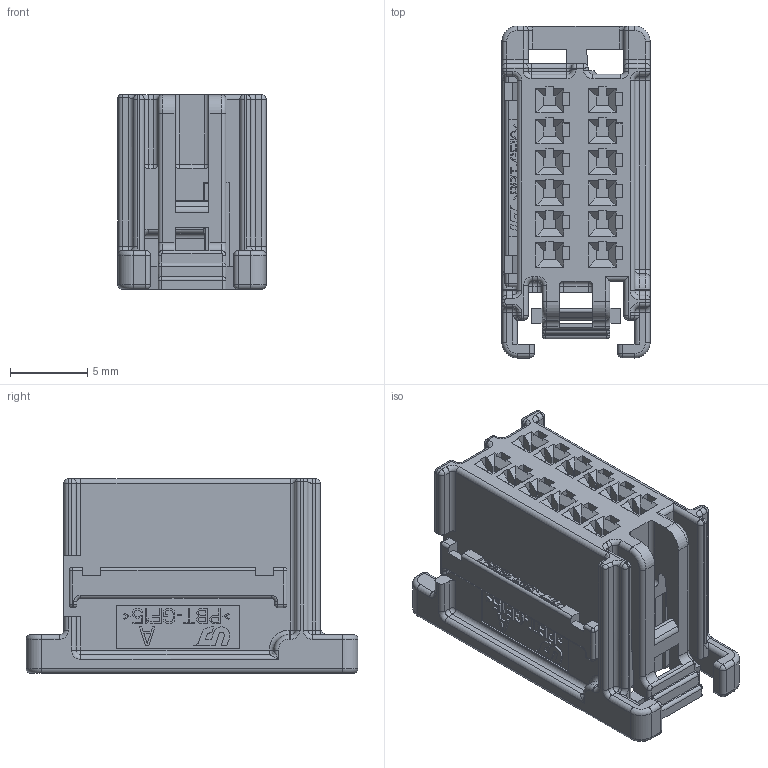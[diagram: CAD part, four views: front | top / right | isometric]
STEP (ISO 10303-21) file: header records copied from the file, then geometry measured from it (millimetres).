
FILE_DESCRIPTION((''),'2;1');
FILE_NAME('020_D_TR_12F_HSG_A_REV2_1','2021-02-24T17:59:30',('drkoo'),(''),'CREO PARAMETRIC BY PTC INC, 2017380','CREO PARAMETRIC BY PTC INC, 2017380','');
FILE_SCHEMA(('CONFIG_CONTROL_DESIGN'));
Length unit declared in the file: millimetre
Products named in the file (1): 020_D_TR_12F_HSG_A_REV2_1
Bounding box: 9.6 x 21.5 x 12.6 mm (x, y, z)
Volume: 1513.4 mm3; surface area: 1428.1 mm2
Topology: 1 solids, 1 shells, 1290 faces, 3517 edges, 2223 vertices
Faces by surface type: plane 992, cylinder 199, torus 48, sphere 43, bspline 8
Entity records: 40291 total; most frequent: CARTESIAN_POINT 7694, ORIENTED_EDGE 6948, DIRECTION 6464, EDGE_CURVE 3474, VECTOR 2988, LINE 2988, VERTEX_POINT 2223, AXIS2_PLACEMENT_3D 1738
